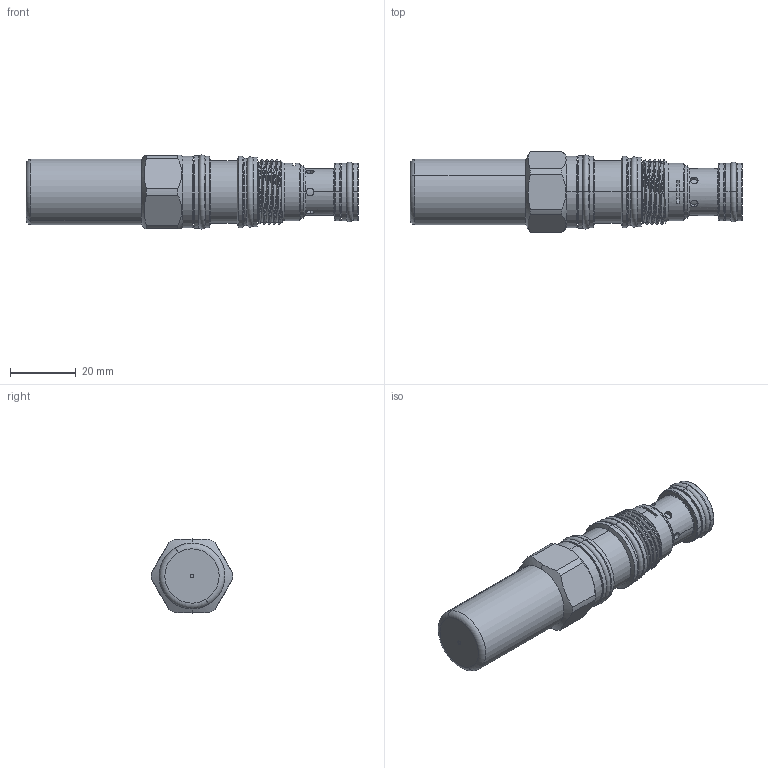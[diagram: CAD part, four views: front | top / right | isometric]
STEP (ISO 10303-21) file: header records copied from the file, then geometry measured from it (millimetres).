
FILE_DESCRIPTION (( 'STEP AP203' ), '1' );
FILE_NAME ('CA11A3D(3G)-C30.STEP', '2024-05-21T08:42:26', ( '' ), ( '' ), 'SwSTEP 2.0', 'SolidWorks 2018', '' );
FILE_SCHEMA (( 'CONFIG_CONTROL_DESIGN' ));
Length unit declared in the file: millimetre
Products named in the file (1): CA11A3D(3G)-C30
Bounding box: 100.75 x 24.59 x 22.48 mm (x, y, z)
Volume: 30506.3 mm3; surface area: 8303.3 mm2
Topology: 1 solids, 1 shells, 175 faces, 387 edges, 237 vertices
Faces by surface type: cylinder 91, plane 30, cone 29, torus 22, bspline 3
Entity records: 6392 total; most frequent: CARTESIAN_POINT 2477, DIRECTION 844, ORIENTED_EDGE 774, EDGE_CURVE 387, AXIS2_PLACEMENT_3D 361, VERTEX_POINT 237, EDGE_LOOP 198, CIRCLE 188
